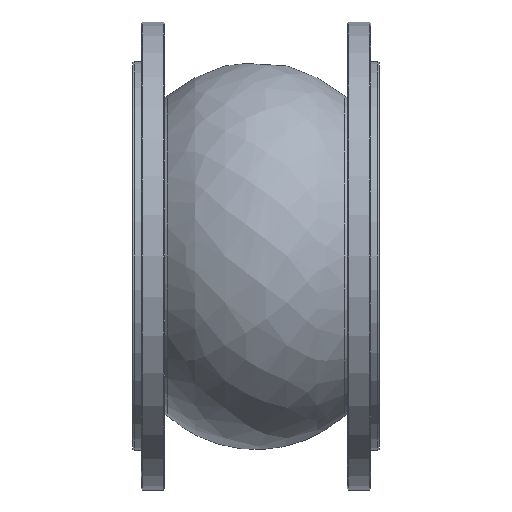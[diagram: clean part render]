
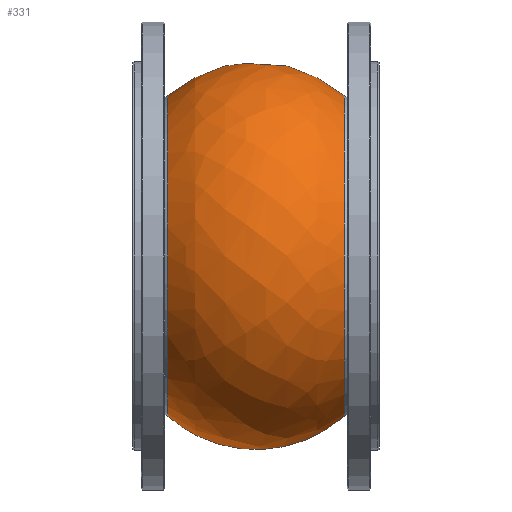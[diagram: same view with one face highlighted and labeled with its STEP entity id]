
A CAD part, front view. The second image highlights one B-rep face of the part: STEP entity #331.
In plain terms, the highlighted free-form (B-spline) face has degree [3, 3] with [4, 7] control points.
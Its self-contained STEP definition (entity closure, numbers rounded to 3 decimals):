
#66=CARTESIAN_POINT('',(-83.972,152.305,0.));
#67=VERTEX_POINT('',#66);
#101=CARTESIAN_POINT('',(-83.972,0.,-152.305));
#102=VERTEX_POINT('',#101);
#103=CARTESIAN_POINT('',(-83.972,0.,0.));
#104=DIRECTION('',(1.,-0.,-0.));
#105=DIRECTION('',(0.,0.,1.));
#106=AXIS2_PLACEMENT_3D('',#103,#104,#105);
#107=CIRCLE('',#106,152.305);
#108=EDGE_CURVE('',#102,#67,#107,.T.);
#110=CARTESIAN_POINT('',(-83.972,-0.,152.305));
#111=VERTEX_POINT('',#110);
#112=CARTESIAN_POINT('',(-83.972,0.,0.));
#113=DIRECTION('',(1.,-0.,-0.));
#114=DIRECTION('',(0.,0.,1.));
#115=AXIS2_PLACEMENT_3D('',#112,#113,#114);
#116=CIRCLE('',#115,152.305);
#117=EDGE_CURVE('',#111,#102,#116,.T.);
#119=CARTESIAN_POINT('',(-83.972,0.,0.));
#120=DIRECTION('',(1.,-0.,-0.));
#121=DIRECTION('',(0.,0.,1.));
#122=AXIS2_PLACEMENT_3D('',#119,#120,#121);
#123=CIRCLE('',#122,152.305);
#124=EDGE_CURVE('',#67,#111,#123,.T.);
#134=CARTESIAN_POINT('',(83.972,0.,-152.305));
#135=VERTEX_POINT('',#134);
#145=CARTESIAN_POINT('',(83.972,-0.,152.305));
#146=VERTEX_POINT('',#145);
#147=CARTESIAN_POINT('',(83.972,0.,0.));
#148=DIRECTION('',(-1.,0.,0.));
#149=DIRECTION('',(0.,0.,1.));
#150=AXIS2_PLACEMENT_3D('',#147,#148,#149);
#151=CIRCLE('',#150,152.305);
#152=EDGE_CURVE('',#146,#135,#151,.T.);
#154=CARTESIAN_POINT('',(83.972,0.,0.));
#155=DIRECTION('',(-1.,0.,0.));
#156=DIRECTION('',(0.,0.,1.));
#157=AXIS2_PLACEMENT_3D('',#154,#155,#156);
#158=CIRCLE('',#157,152.305);
#159=EDGE_CURVE('',#135,#146,#158,.T.);
#287=CARTESIAN_POINT('',(-83.972,0.,-152.305));
#288=CARTESIAN_POINT('',(-83.972,-304.61,-152.305));
#289=CARTESIAN_POINT('',(-83.972,-304.61,152.305));
#290=CARTESIAN_POINT('',(-83.972,0.,152.305));
#291=CARTESIAN_POINT('',(-83.972,304.61,152.305));
#292=CARTESIAN_POINT('',(-83.972,304.61,-152.305));
#293=CARTESIAN_POINT('',(-83.972,0.,-152.305));
#294=CARTESIAN_POINT('',(-35.337,0.,-194.711));
#295=CARTESIAN_POINT('',(-35.337,-389.422,-194.711));
#296=CARTESIAN_POINT('',(-35.337,-389.422,194.711));
#297=CARTESIAN_POINT('',(-35.337,0.,194.711));
#298=CARTESIAN_POINT('',(-35.337,389.422,194.711));
#299=CARTESIAN_POINT('',(-35.337,389.422,-194.711));
#300=CARTESIAN_POINT('',(-35.337,0.,-194.711));
#301=CARTESIAN_POINT('',(35.337,0.,-194.711));
#302=CARTESIAN_POINT('',(35.337,-389.422,-194.711));
#303=CARTESIAN_POINT('',(35.337,-389.422,194.711));
#304=CARTESIAN_POINT('',(35.337,0.,194.711));
#305=CARTESIAN_POINT('',(35.337,389.422,194.711));
#306=CARTESIAN_POINT('',(35.337,389.422,-194.711));
#307=CARTESIAN_POINT('',(35.337,0.,-194.711));
#308=CARTESIAN_POINT('',(83.972,0.,-152.305));
#309=CARTESIAN_POINT('',(83.972,-304.61,-152.305));
#310=CARTESIAN_POINT('',(83.972,-304.61,152.305));
#311=CARTESIAN_POINT('',(83.972,0.,152.305));
#312=CARTESIAN_POINT('',(83.972,304.61,152.305));
#313=CARTESIAN_POINT('',(83.972,304.61,-152.305));
#314=CARTESIAN_POINT('',(83.972,0.,-152.305));
#315=(BOUNDED_SURFACE()
B_SPLINE_SURFACE(3,3,((#287,#288,#289,#290,#291,#292,#293),(#294,#295,#296,#297,#298,#299,#300),(#301,#302,#303,#304,#305,#306,#307),(#308,#309,#310,#311,#312,#313,#314)),.UNSPECIFIED.,.F.,.T.,.U.)
B_SPLINE_SURFACE_WITH_KNOTS((4,4),(4,3,4),(5.663,6.903),(0.,0.5,1.),.UNSPECIFIED.)
GEOMETRIC_REPRESENTATION_ITEM()
RATIONAL_B_SPLINE_SURFACE(((1.,0.333,0.333,1.,0.333,0.333,1.),(1.,0.333,0.333,1.,0.333,0.333,1.),(1.,0.333,0.333,1.,0.333,0.333,1.),(1.,0.333,0.333,1.,0.333,0.333,1.)))
REPRESENTATION_ITEM('')
SURFACE()
);
#316=CARTESIAN_POINT('',(83.972,0.,-152.305));
#317=CARTESIAN_POINT('',(35.337,0.,-194.711));
#318=CARTESIAN_POINT('',(-35.337,0.,-194.711));
#319=CARTESIAN_POINT('',(-83.972,0.,-152.305));
#320=B_SPLINE_CURVE_WITH_KNOTS('',3,(#316,#317,#318,#319),.UNSPECIFIED.,.F.,.F.,(4,4),(5.663,6.903),.UNSPECIFIED.);
#321=EDGE_CURVE('',#135,#102,#320,.T.);
#322=ORIENTED_EDGE('',*,*,#321,.T.);
#323=ORIENTED_EDGE('',*,*,#108,.T.);
#324=ORIENTED_EDGE('',*,*,#124,.T.);
#325=ORIENTED_EDGE('',*,*,#117,.T.);
#326=ORIENTED_EDGE('',*,*,#321,.F.);
#327=ORIENTED_EDGE('',*,*,#159,.T.);
#328=ORIENTED_EDGE('',*,*,#152,.T.);
#329=EDGE_LOOP('',(#322,#323,#324,#325,#326,#327,#328));
#330=FACE_BOUND('',#329,.T.);
#331=ADVANCED_FACE('',(#330),#315,.T.);
